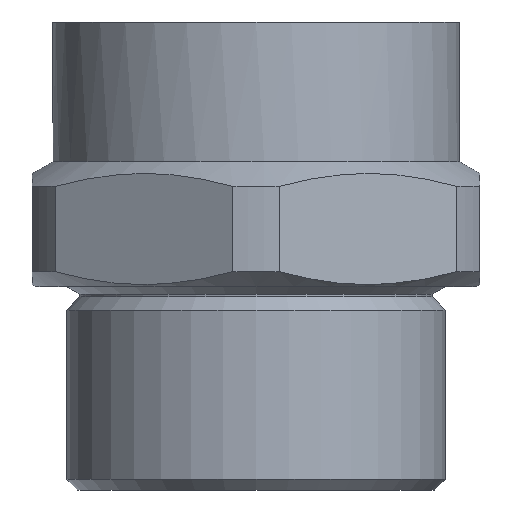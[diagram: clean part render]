
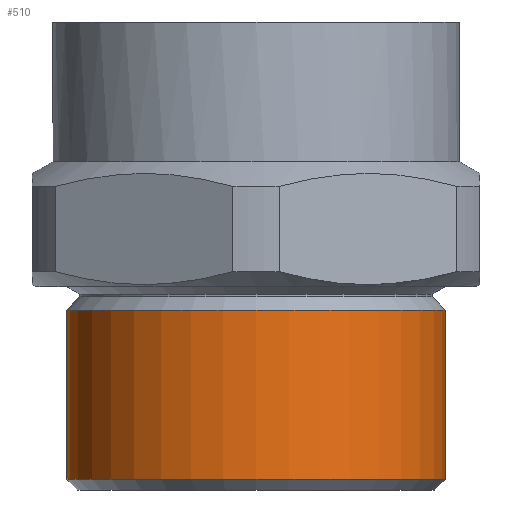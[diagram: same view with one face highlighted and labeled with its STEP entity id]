
A CAD part, front view. The second image highlights one B-rep face of the part: STEP entity #510.
In plain terms, the highlighted cylindrical face has radius 13.95 mm (diameter 27.9 mm), a full revolution.
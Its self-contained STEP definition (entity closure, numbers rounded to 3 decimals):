
#19 = AXIS2_PLACEMENT_3D ( 'NONE', #802, #808, #817 ) ;
#37 = EDGE_CURVE ( 'NONE', #522, #522, #547, .T. ) ;
#44 = DIRECTION ( 'NONE',  ( 0., 0., 1. ) ) ;
#50 = AXIS2_PLACEMENT_3D ( 'NONE', #81, #155, #131 ) ;
#81 = CARTESIAN_POINT ( 'NONE',  ( 0., 0., -33.7 ) ) ;
#93 = EDGE_CURVE ( 'NONE', #905, #905, #284, .T. ) ;
#131 = DIRECTION ( 'NONE',  ( 1., 0., 0. ) ) ;
#138 = AXIS2_PLACEMENT_3D ( 'NONE', #254, #44, #730 ) ;
#155 = DIRECTION ( 'NONE',  ( 0., 0., 1. ) ) ;
#162 = ORIENTED_EDGE ( 'NONE', *, *, #37, .F. ) ;
#254 = CARTESIAN_POINT ( 'NONE',  ( 0., 0., 0. ) ) ;
#261 = CARTESIAN_POINT ( 'NONE',  ( 13.95, 0., -33.7 ) ) ;
#284 = CIRCLE ( 'NONE', #50, 13.95 ) ;
#338 = FACE_OUTER_BOUND ( 'NONE', #508, .T. ) ;
#508 = EDGE_LOOP ( 'NONE', ( #535 ) ) ;
#510 = ADVANCED_FACE ( 'NONE', ( #338, #528 ), #887, .T. ) ;
#522 = VERTEX_POINT ( 'NONE', #785 ) ;
#528 = FACE_OUTER_BOUND ( 'NONE', #559, .T. ) ;
#535 = ORIENTED_EDGE ( 'NONE', *, *, #93, .T. ) ;
#547 = CIRCLE ( 'NONE', #19, 13.95 ) ;
#559 = EDGE_LOOP ( 'NONE', ( #162 ) ) ;
#730 = DIRECTION ( 'NONE',  ( 1., 0., 0. ) ) ;
#785 = CARTESIAN_POINT ( 'NONE',  ( 13.95, 0., -21.238 ) ) ;
#802 = CARTESIAN_POINT ( 'NONE',  ( 0., 0., -21.238 ) ) ;
#808 = DIRECTION ( 'NONE',  ( 0., 0., 1. ) ) ;
#817 = DIRECTION ( 'NONE',  ( 1., 0., 0. ) ) ;
#887 = CYLINDRICAL_SURFACE ( 'NONE', #138, 13.95 ) ;
#905 = VERTEX_POINT ( 'NONE', #261 ) ;
